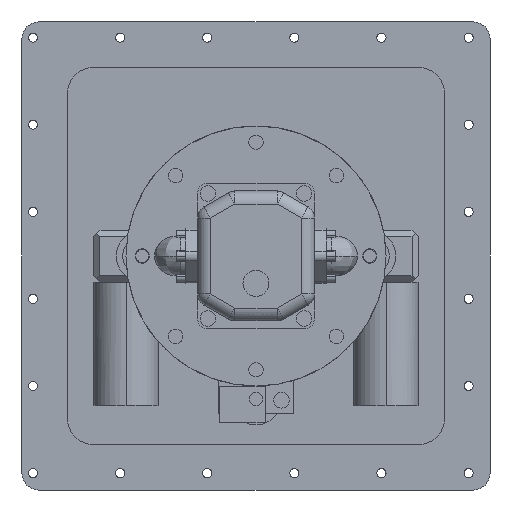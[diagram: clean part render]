
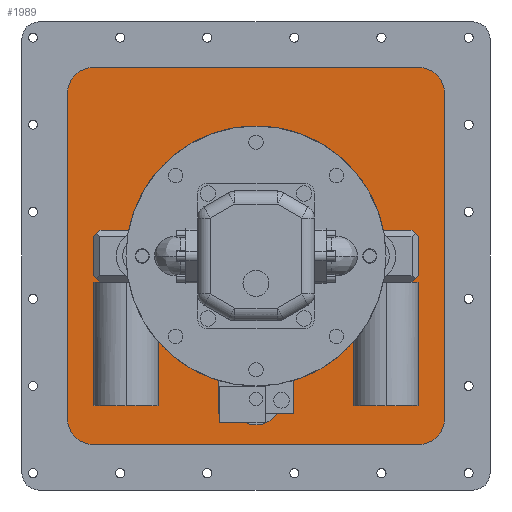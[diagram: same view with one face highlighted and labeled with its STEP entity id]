
A CAD part, left-side view. The second image highlights one B-rep face of the part: STEP entity #1989.
In plain terms, the highlighted planar face has unit normal (-1, 0, 0).
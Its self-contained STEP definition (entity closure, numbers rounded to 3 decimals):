
#1802=CARTESIAN_POINT('Axis2P3D Location',(-135.,0.,0.)) ;
#1807=CARTESIAN_POINT('Line Origine',(-135.,-145.,0.)) ;
#1811=CARTESIAN_POINT('Vertex',(-135.,-145.,-125.)) ;
#1813=CARTESIAN_POINT('Vertex',(-135.,-145.,125.)) ;
#1816=CARTESIAN_POINT('Axis2P3D Location',(-135.,-125.,125.)) ;
#1820=CARTESIAN_POINT('Vertex',(-135.,-125.,145.)) ;
#1823=CARTESIAN_POINT('Line Origine',(-135.,0.,145.)) ;
#1827=CARTESIAN_POINT('Vertex',(-135.,125.,145.)) ;
#1830=CARTESIAN_POINT('Axis2P3D Location',(-135.,125.,125.)) ;
#1834=CARTESIAN_POINT('Vertex',(-135.,145.,125.)) ;
#1837=CARTESIAN_POINT('Line Origine',(-135.,145.,0.)) ;
#1841=CARTESIAN_POINT('Vertex',(-135.,145.,-125.)) ;
#1844=CARTESIAN_POINT('Axis2P3D Location',(-135.,125.,-125.)) ;
#1848=CARTESIAN_POINT('Vertex',(-135.,125.,-145.)) ;
#1851=CARTESIAN_POINT('Line Origine',(-135.,0.,-145.)) ;
#1855=CARTESIAN_POINT('Vertex',(-135.,-125.,-145.)) ;
#1858=CARTESIAN_POINT('Axis2P3D Location',(-135.,-125.,-125.)) ;
#1873=CARTESIAN_POINT('Line Origine',(-135.,-122.5,17.5)) ;
#1877=CARTESIAN_POINT('Vertex',(-135.,-125.,15.)) ;
#1879=CARTESIAN_POINT('Vertex',(-135.,-120.,20.)) ;
#1882=CARTESIAN_POINT('Line Origine',(-135.,-125.,0.)) ;
#1886=CARTESIAN_POINT('Vertex',(-135.,-125.,-15.)) ;
#1889=CARTESIAN_POINT('Line Origine',(-135.,-122.5,-17.5)) ;
#1893=CARTESIAN_POINT('Vertex',(-135.,-120.,-20.)) ;
#1896=CARTESIAN_POINT('Line Origine',(-135.,-96.142,-20.)) ;
#1900=CARTESIAN_POINT('Vertex',(-135.,-72.284,-20.)) ;
#1903=CARTESIAN_POINT('Axis2P3D Location',(-135.,0.,0.)) ;
#1907=CARTESIAN_POINT('Vertex',(-135.,72.284,-20.)) ;
#1910=CARTESIAN_POINT('Line Origine',(-135.,96.142,-20.)) ;
#1914=CARTESIAN_POINT('Vertex',(-135.,120.,-20.)) ;
#1917=CARTESIAN_POINT('Line Origine',(-135.,122.5,-17.5)) ;
#1921=CARTESIAN_POINT('Vertex',(-135.,125.,-15.)) ;
#1924=CARTESIAN_POINT('Line Origine',(-135.,125.,0.)) ;
#1928=CARTESIAN_POINT('Vertex',(-135.,125.,15.)) ;
#1931=CARTESIAN_POINT('Line Origine',(-135.,122.5,17.5)) ;
#1935=CARTESIAN_POINT('Vertex',(-135.,120.,20.)) ;
#1938=CARTESIAN_POINT('Line Origine',(-135.,96.142,20.)) ;
#1942=CARTESIAN_POINT('Vertex',(-135.,72.284,20.)) ;
#1945=CARTESIAN_POINT('Axis2P3D Location',(-135.,0.,0.)) ;
#1949=CARTESIAN_POINT('Vertex',(-135.,-72.284,20.)) ;
#1952=CARTESIAN_POINT('Line Origine',(-135.,-96.142,20.)) ;
#1971=CARTESIAN_POINT('Axis2P3D Location',(-135.,0.,-110.)) ;
#1975=CARTESIAN_POINT('Vertex',(-135.,20.,-110.)) ;
#1977=CARTESIAN_POINT('Vertex',(-135.,-20.,-110.)) ;
#1980=CARTESIAN_POINT('Axis2P3D Location',(-135.,0.,-110.)) ;
#1803=DIRECTION('Axis2P3D Direction',(-1.,0.,0.)) ;
#1804=DIRECTION('Axis2P3D XDirection',(0.,1.,0.)) ;
#1808=DIRECTION('Vector Direction',(0.,0.,1.)) ;
#1817=DIRECTION('Axis2P3D Direction',(-1.,0.,0.)) ;
#1824=DIRECTION('Vector Direction',(0.,-1.,0.)) ;
#1831=DIRECTION('Axis2P3D Direction',(-1.,0.,0.)) ;
#1838=DIRECTION('Vector Direction',(0.,0.,-1.)) ;
#1845=DIRECTION('Axis2P3D Direction',(-1.,0.,0.)) ;
#1852=DIRECTION('Vector Direction',(0.,1.,0.)) ;
#1859=DIRECTION('Axis2P3D Direction',(-1.,0.,0.)) ;
#1874=DIRECTION('Vector Direction',(0.,0.707,0.707)) ;
#1883=DIRECTION('Vector Direction',(0.,0.,1.)) ;
#1890=DIRECTION('Vector Direction',(0.,0.707,-0.707)) ;
#1897=DIRECTION('Vector Direction',(0.,1.,0.)) ;
#1904=DIRECTION('Axis2P3D Direction',(-1.,0.,0.)) ;
#1911=DIRECTION('Vector Direction',(0.,1.,0.)) ;
#1918=DIRECTION('Vector Direction',(0.,-0.707,-0.707)) ;
#1925=DIRECTION('Vector Direction',(0.,0.,-1.)) ;
#1932=DIRECTION('Vector Direction',(0.,-0.707,0.707)) ;
#1939=DIRECTION('Vector Direction',(0.,-1.,0.)) ;
#1946=DIRECTION('Axis2P3D Direction',(-1.,0.,0.)) ;
#1953=DIRECTION('Vector Direction',(0.,-1.,0.)) ;
#1972=DIRECTION('Axis2P3D Direction',(-1.,0.,0.)) ;
#1981=DIRECTION('Axis2P3D Direction',(-1.,0.,0.)) ;
#1805=AXIS2_PLACEMENT_3D('Plane Axis2P3D',#1802,#1803,#1804) ;
#1818=AXIS2_PLACEMENT_3D('Circle Axis2P3D',#1816,#1817,$) ;
#1832=AXIS2_PLACEMENT_3D('Circle Axis2P3D',#1830,#1831,$) ;
#1846=AXIS2_PLACEMENT_3D('Circle Axis2P3D',#1844,#1845,$) ;
#1860=AXIS2_PLACEMENT_3D('Circle Axis2P3D',#1858,#1859,$) ;
#1905=AXIS2_PLACEMENT_3D('Circle Axis2P3D',#1903,#1904,$) ;
#1947=AXIS2_PLACEMENT_3D('Circle Axis2P3D',#1945,#1946,$) ;
#1973=AXIS2_PLACEMENT_3D('Circle Axis2P3D',#1971,#1972,$) ;
#1982=AXIS2_PLACEMENT_3D('Circle Axis2P3D',#1980,#1981,$) ;
#1864=ORIENTED_EDGE('',*,*,#1815,.T.) ;
#1865=ORIENTED_EDGE('',*,*,#1822,.F.) ;
#1866=ORIENTED_EDGE('',*,*,#1829,.T.) ;
#1867=ORIENTED_EDGE('',*,*,#1836,.F.) ;
#1868=ORIENTED_EDGE('',*,*,#1843,.T.) ;
#1869=ORIENTED_EDGE('',*,*,#1850,.F.) ;
#1870=ORIENTED_EDGE('',*,*,#1857,.T.) ;
#1871=ORIENTED_EDGE('',*,*,#1862,.F.) ;
#1958=ORIENTED_EDGE('',*,*,#1881,.F.) ;
#1959=ORIENTED_EDGE('',*,*,#1888,.F.) ;
#1960=ORIENTED_EDGE('',*,*,#1895,.F.) ;
#1961=ORIENTED_EDGE('',*,*,#1902,.F.) ;
#1962=ORIENTED_EDGE('',*,*,#1909,.F.) ;
#1963=ORIENTED_EDGE('',*,*,#1916,.F.) ;
#1964=ORIENTED_EDGE('',*,*,#1923,.F.) ;
#1965=ORIENTED_EDGE('',*,*,#1930,.F.) ;
#1966=ORIENTED_EDGE('',*,*,#1937,.F.) ;
#1967=ORIENTED_EDGE('',*,*,#1944,.F.) ;
#1968=ORIENTED_EDGE('',*,*,#1951,.F.) ;
#1969=ORIENTED_EDGE('',*,*,#1956,.F.) ;
#1986=ORIENTED_EDGE('',*,*,#1979,.F.) ;
#1987=ORIENTED_EDGE('',*,*,#1984,.F.) ;
#1970=FACE_BOUND('',#1957,.T.) ;
#1988=FACE_BOUND('',#1985,.T.) ;
#1809=VECTOR('Line Direction',#1808,1.) ;
#1825=VECTOR('Line Direction',#1824,1.) ;
#1839=VECTOR('Line Direction',#1838,1.) ;
#1853=VECTOR('Line Direction',#1852,1.) ;
#1875=VECTOR('Line Direction',#1874,1.) ;
#1884=VECTOR('Line Direction',#1883,1.) ;
#1891=VECTOR('Line Direction',#1890,1.) ;
#1898=VECTOR('Line Direction',#1897,1.) ;
#1912=VECTOR('Line Direction',#1911,1.) ;
#1919=VECTOR('Line Direction',#1918,1.) ;
#1926=VECTOR('Line Direction',#1925,1.) ;
#1933=VECTOR('Line Direction',#1932,1.) ;
#1940=VECTOR('Line Direction',#1939,1.) ;
#1954=VECTOR('Line Direction',#1953,1.) ;
#1989=ADVANCED_FACE('Part1.1.1\\PartBody',(#1872,#1970,#1988),#1806,.T.) ;
#1819=CIRCLE('generated circle',#1818,20.) ;
#1833=CIRCLE('generated circle',#1832,20.) ;
#1847=CIRCLE('generated circle',#1846,20.) ;
#1861=CIRCLE('generated circle',#1860,20.) ;
#1906=CIRCLE('generated circle',#1905,75.) ;
#1948=CIRCLE('generated circle',#1947,75.) ;
#1974=CIRCLE('generated circle',#1973,20.) ;
#1983=CIRCLE('generated circle',#1982,20.) ;
#1815=EDGE_CURVE('',#1812,#1814,#1810,.T.) ;
#1822=EDGE_CURVE('',#1821,#1814,#1819,.F.) ;
#1829=EDGE_CURVE('',#1821,#1828,#1826,.F.) ;
#1836=EDGE_CURVE('',#1835,#1828,#1833,.F.) ;
#1843=EDGE_CURVE('',#1835,#1842,#1840,.T.) ;
#1850=EDGE_CURVE('',#1849,#1842,#1847,.F.) ;
#1857=EDGE_CURVE('',#1849,#1856,#1854,.F.) ;
#1862=EDGE_CURVE('',#1812,#1856,#1861,.F.) ;
#1881=EDGE_CURVE('',#1878,#1880,#1876,.T.) ;
#1888=EDGE_CURVE('',#1887,#1878,#1885,.T.) ;
#1895=EDGE_CURVE('',#1894,#1887,#1892,.F.) ;
#1902=EDGE_CURVE('',#1901,#1894,#1899,.F.) ;
#1909=EDGE_CURVE('',#1908,#1901,#1906,.T.) ;
#1916=EDGE_CURVE('',#1915,#1908,#1913,.F.) ;
#1923=EDGE_CURVE('',#1922,#1915,#1920,.T.) ;
#1930=EDGE_CURVE('',#1929,#1922,#1927,.T.) ;
#1937=EDGE_CURVE('',#1936,#1929,#1934,.F.) ;
#1944=EDGE_CURVE('',#1943,#1936,#1941,.F.) ;
#1951=EDGE_CURVE('',#1950,#1943,#1948,.T.) ;
#1956=EDGE_CURVE('',#1880,#1950,#1955,.F.) ;
#1979=EDGE_CURVE('',#1976,#1978,#1974,.T.) ;
#1984=EDGE_CURVE('',#1978,#1976,#1983,.T.) ;
#1863=EDGE_LOOP('',(#1864,#1865,#1866,#1867,#1868,#1869,#1870,#1871)) ;
#1957=EDGE_LOOP('',(#1958,#1959,#1960,#1961,#1962,#1963,#1964,#1965,#1966,#1967,#1968,#1969)) ;
#1985=EDGE_LOOP('',(#1986,#1987)) ;
#1872=FACE_OUTER_BOUND('',#1863,.T.) ;
#1810=LINE('Line',#1807,#1809) ;
#1826=LINE('Line',#1823,#1825) ;
#1840=LINE('Line',#1837,#1839) ;
#1854=LINE('Line',#1851,#1853) ;
#1876=LINE('Line',#1873,#1875) ;
#1885=LINE('Line',#1882,#1884) ;
#1892=LINE('Line',#1889,#1891) ;
#1899=LINE('Line',#1896,#1898) ;
#1913=LINE('Line',#1910,#1912) ;
#1920=LINE('Line',#1917,#1919) ;
#1927=LINE('Line',#1924,#1926) ;
#1934=LINE('Line',#1931,#1933) ;
#1941=LINE('Line',#1938,#1940) ;
#1955=LINE('Line',#1952,#1954) ;
#1806=PLANE('',#1805) ;
#1812=VERTEX_POINT('',#1811) ;
#1814=VERTEX_POINT('',#1813) ;
#1821=VERTEX_POINT('',#1820) ;
#1828=VERTEX_POINT('',#1827) ;
#1835=VERTEX_POINT('',#1834) ;
#1842=VERTEX_POINT('',#1841) ;
#1849=VERTEX_POINT('',#1848) ;
#1856=VERTEX_POINT('',#1855) ;
#1878=VERTEX_POINT('',#1877) ;
#1880=VERTEX_POINT('',#1879) ;
#1887=VERTEX_POINT('',#1886) ;
#1894=VERTEX_POINT('',#1893) ;
#1901=VERTEX_POINT('',#1900) ;
#1908=VERTEX_POINT('',#1907) ;
#1915=VERTEX_POINT('',#1914) ;
#1922=VERTEX_POINT('',#1921) ;
#1929=VERTEX_POINT('',#1928) ;
#1936=VERTEX_POINT('',#1935) ;
#1943=VERTEX_POINT('',#1942) ;
#1950=VERTEX_POINT('',#1949) ;
#1976=VERTEX_POINT('',#1975) ;
#1978=VERTEX_POINT('',#1977) ;
